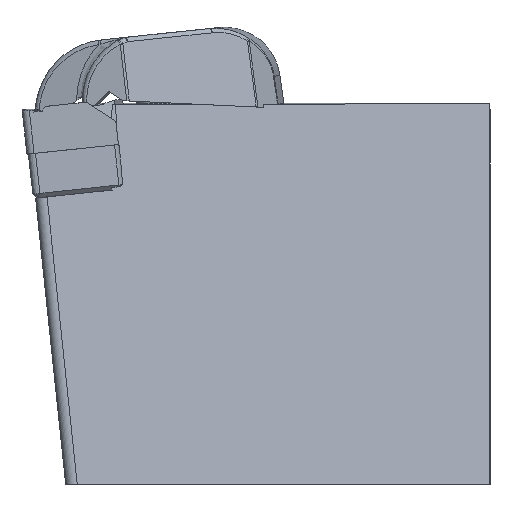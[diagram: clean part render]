
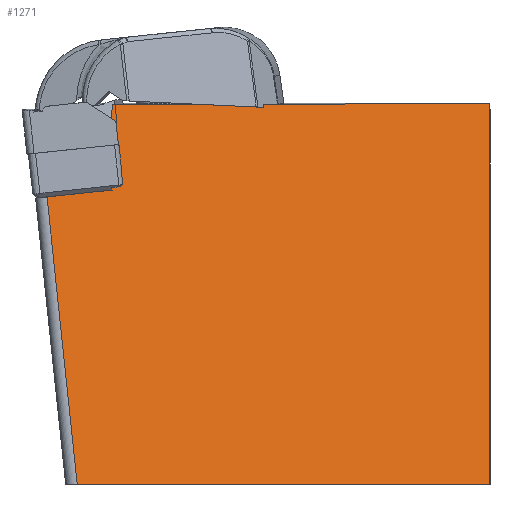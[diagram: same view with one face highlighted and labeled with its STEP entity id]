
A CAD part, left-side view. The second image highlights one B-rep face of the part: STEP entity #1271.
In plain terms, the highlighted planar face has unit normal (-0.848, -0.527, 0.055).
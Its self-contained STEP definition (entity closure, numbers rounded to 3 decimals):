
#71 = CARTESIAN_POINT ( 'NONE',  ( -161.662, -13.775, 16.097 ) ) ;
#165 = CARTESIAN_POINT ( 'NONE',  ( -171.511, 1.457, 10.144 ) ) ;
#183 = VECTOR ( 'NONE', #1766, 1000. ) ;
#226 = CARTESIAN_POINT ( 'NONE',  ( -176.646, 6.084, -24.5 ) ) ;
#553 = LINE ( 'NONE', #3836, #4819 ) ;
#669 = ORIENTED_EDGE ( 'NONE', *, *, #5570, .F. ) ;
#683 = LINE ( 'NONE', #4375, #6476 ) ;
#755 = EDGE_CURVE ( 'NONE', #1778, #6748, #1098, .T. ) ;
#815 = DIRECTION ( 'NONE',  ( -0.848, -0.527, 0.055 ) ) ;
#846 = CARTESIAN_POINT ( 'NONE',  ( -171.543, 1.236, 7.548 ) ) ;
#919 = B_SPLINE_CURVE_WITH_KNOTS ( 'NONE', 3,
 ( #3078, #7608, #7548, #846 ),
 .UNSPECIFIED., .F., .F.,
 ( 4, 4 ),
 ( 0., 0.001 ),
 .UNSPECIFIED. ) ;
#1098 =( BOUNDED_CURVE ( )  B_SPLINE_CURVE ( 3, ( #8412, #9194, #3928, #165 ),
 .UNSPECIFIED., .F., .F. ) 
 B_SPLINE_CURVE_WITH_KNOTS ( ( 4, 4 ),
 ( 3.782, 4.099 ),
 .UNSPECIFIED. ) 
 CURVE ( )  GEOMETRIC_REPRESENTATION_ITEM ( )  RATIONAL_B_SPLINE_CURVE ( ( 1., 0.992, 0.992, 1. ) ) 
 REPRESENTATION_ITEM ( '' )  );
#1131 = CARTESIAN_POINT ( 'NONE',  ( -176.646, 9.81, 10.947 ) ) ;
#1223 = DIRECTION ( 'NONE',  ( 0.528, -0.85, 0. ) ) ;
#1236 = LINE ( 'NONE', #1131, #9040 ) ;
#1261 = DIRECTION ( 'NONE',  ( 0.53, -0.844, 0.089 ) ) ;
#1271 = ADVANCED_FACE ( 'NONE', ( #4400 ), #3153, .T. ) ;
#1282 = VERTEX_POINT ( 'NONE', #71 ) ;
#1347 = DIRECTION ( 'NONE',  ( -0.056, -0.014, -0.998 ) ) ;
#1614 = EDGE_CURVE ( 'NONE', #1282, #5127, #6916, .T. ) ;
#1766 = DIRECTION ( 'NONE',  ( 0.528, -0.849, 0.003 ) ) ;
#1778 = VERTEX_POINT ( 'NONE', #4996 ) ;
#2209 = AXIS2_PLACEMENT_3D ( 'NONE', #7546, #815, #6844 ) ;
#2353 = VERTEX_POINT ( 'NONE', #5020 ) ;
#2409 = VERTEX_POINT ( 'NONE', #5939 ) ;
#2599 = CARTESIAN_POINT ( 'NONE',  ( -149.288, -37.968, -24.5 ) ) ;
#2692 = VERTEX_POINT ( 'NONE', #5293 ) ;
#2767 = LINE ( 'NONE', #7376, #8905 ) ;
#2919 = CARTESIAN_POINT ( 'NONE',  ( -190.317, -2.21, -312.85 ) ) ;
#2981 = CARTESIAN_POINT ( 'NONE',  ( -176.646, 9.312, 6.213 ) ) ;
#3078 = CARTESIAN_POINT ( 'NONE',  ( -171.862, 1.723, 7.286 ) ) ;
#3153 = PLANE ( 'NONE',  #2209 ) ;
#3243 = VECTOR ( 'NONE', #1347, 1000. ) ;
#3379 = CARTESIAN_POINT ( 'NONE',  ( -171.511, -32.448, -312.444 ) ) ;
#3385 = CARTESIAN_POINT ( 'NONE',  ( -171.511, 1.457, 10.144 ) ) ;
#3490 = EDGE_LOOP ( 'NONE', ( #7363, #8592, #9076, #7936, #6881, #6807, #669, #8768, #7984, #5065, #5002, #4133, #5978, #7181, #4549 ) ) ;
#3545 = CARTESIAN_POINT ( 'NONE',  ( -155.777, -23.248, 16.131 ) ) ;
#3598 = VERTEX_POINT ( 'NONE', #3926 ) ;
#3836 = CARTESIAN_POINT ( 'NONE',  ( -156.982, -21.383, 15.418 ) ) ;
#3893 = CARTESIAN_POINT ( 'NONE',  ( -165.636, -7.379, 16.075 ) ) ;
#3926 = CARTESIAN_POINT ( 'NONE',  ( -172.297, 2.387, 6.941 ) ) ;
#3928 = CARTESIAN_POINT ( 'NONE',  ( -171.511, 1.353, 9.152 ) ) ;
#3961 = CARTESIAN_POINT ( 'NONE',  ( -176.646, -24.27, -313.303 ) ) ;
#4086 = VERTEX_POINT ( 'NONE', #6786 ) ;
#4133 = ORIENTED_EDGE ( 'NONE', *, *, #6119, .T. ) ;
#4196 = LINE ( 'NONE', #6308, #183 ) ;
#4375 = CARTESIAN_POINT ( 'NONE',  ( -176.646, 9.312, 6.213 ) ) ;
#4400 = FACE_OUTER_BOUND ( 'NONE', #3490, .T. ) ;
#4549 = ORIENTED_EDGE ( 'NONE', *, *, #7755, .T. ) ;
#4640 = LINE ( 'NONE', #3961, #6062 ) ;
#4819 = VECTOR ( 'NONE', #7038, 1000. ) ;
#4866 = EDGE_CURVE ( 'NONE', #1282, #2353, #6865, .T. ) ;
#4936 = VECTOR ( 'NONE', #1261, 1000. ) ;
#4996 = CARTESIAN_POINT ( 'NONE',  ( -171.543, 1.236, 7.548 ) ) ;
#5002 = ORIENTED_EDGE ( 'NONE', *, *, #8750, .T. ) ;
#5020 = CARTESIAN_POINT ( 'NONE',  ( -161.649, -13.831, 15.772 ) ) ;
#5052 = LINE ( 'NONE', #7341, #7396 ) ;
#5055 = EDGE_CURVE ( 'NONE', #9776, #8831, #4640, .T. ) ;
#5065 = ORIENTED_EDGE ( 'NONE', *, *, #9370, .F. ) ;
#5073 = DIRECTION ( 'NONE',  ( 0.528, -0.849, 0.003 ) ) ;
#5092 = VECTOR ( 'NONE', #7831, 1000. ) ;
#5120 = VERTEX_POINT ( 'NONE', #7767 ) ;
#5127 = VERTEX_POINT ( 'NONE', #7864 ) ;
#5283 = DIRECTION ( 'NONE',  ( 0.041, -0.169, -0.985 ) ) ;
#5293 = CARTESIAN_POINT ( 'NONE',  ( -171.862, 1.723, 7.286 ) ) ;
#5570 = EDGE_CURVE ( 'NONE', #6748, #9797, #9086, .T. ) ;
#5775 = CARTESIAN_POINT ( 'NONE',  ( -176.646, 9.341, 6.485 ) ) ;
#5939 = CARTESIAN_POINT ( 'NONE',  ( -172.282, 2.391, 7.216 ) ) ;
#5947 = VECTOR ( 'NONE', #5283, 1000. ) ;
#5978 = ORIENTED_EDGE ( 'NONE', *, *, #5055, .F. ) ;
#6062 = VECTOR ( 'NONE', #6869, 1000. ) ;
#6069 = CARTESIAN_POINT ( 'NONE',  ( -148.355, -37.968, -10.212 ) ) ;
#6106 = LINE ( 'NONE', #5775, #4936 ) ;
#6119 = EDGE_CURVE ( 'NONE', #3598, #8831, #683, .T. ) ;
#6133 = LINE ( 'NONE', #6069, #8921 ) ;
#6308 = CARTESIAN_POINT ( 'NONE',  ( -155.777, -23.248, 16.131 ) ) ;
#6393 = EDGE_CURVE ( 'NONE', #2692, #1778, #919, .T. ) ;
#6476 = VECTOR ( 'NONE', #8759, 1000. ) ;
#6557 = EDGE_CURVE ( 'NONE', #2353, #9680, #553, .T. ) ;
#6748 = VERTEX_POINT ( 'NONE', #3385 ) ;
#6754 = EDGE_CURVE ( 'NONE', #9797, #5120, #1236, .T. ) ;
#6786 = CARTESIAN_POINT ( 'NONE',  ( -171.688, 2.362, 16.04 ) ) ;
#6807 = ORIENTED_EDGE ( 'NONE', *, *, #6754, .F. ) ;
#6824 = EDGE_CURVE ( 'NONE', #9776, #7954, #2767, .T. ) ;
#6844 = DIRECTION ( 'NONE',  ( 0.528, -0.85, 0. ) ) ;
#6865 = LINE ( 'NONE', #9017, #5947 ) ;
#6869 = DIRECTION ( 'NONE',  ( 0., 0.105, 0.995 ) ) ;
#6881 = ORIENTED_EDGE ( 'NONE', *, *, #9100, .F. ) ;
#6916 = LINE ( 'NONE', #3545, #9523 ) ;
#7038 = DIRECTION ( 'NONE',  ( -0.525, 0.85, 0.04 ) ) ;
#7181 = ORIENTED_EDGE ( 'NONE', *, *, #6824, .T. ) ;
#7341 = CARTESIAN_POINT ( 'NONE',  ( -197.446, 9.472, -310.931 ) ) ;
#7363 = ORIENTED_EDGE ( 'NONE', *, *, #1614, .F. ) ;
#7376 = CARTESIAN_POINT ( 'NONE',  ( -157.687, -24.442, -24.5 ) ) ;
#7396 = VECTOR ( 'NONE', #9496, 1000. ) ;
#7546 = CARTESIAN_POINT ( 'NONE',  ( -176.646, -24.27, -313.303 ) ) ;
#7548 = CARTESIAN_POINT ( 'NONE',  ( -171.64, 1.379, 7.419 ) ) ;
#7608 = CARTESIAN_POINT ( 'NONE',  ( -171.747, 1.539, 7.31 ) ) ;
#7755 = EDGE_CURVE ( 'NONE', #7954, #5127, #6133, .T. ) ;
#7767 = CARTESIAN_POINT ( 'NONE',  ( -172.028, 2.456, 11.72 ) ) ;
#7831 = DIRECTION ( 'NONE',  ( 0., 0.105, 0.995 ) ) ;
#7864 = CARTESIAN_POINT ( 'NONE',  ( -146.632, -37.968, 16.183 ) ) ;
#7936 = ORIENTED_EDGE ( 'NONE', *, *, #8898, .F. ) ;
#7954 = VERTEX_POINT ( 'NONE', #2599 ) ;
#7984 = ORIENTED_EDGE ( 'NONE', *, *, #6393, .F. ) ;
#8339 = DIRECTION ( 'NONE',  ( 0.065, 0., 0.998 ) ) ;
#8412 = CARTESIAN_POINT ( 'NONE',  ( -171.543, 1.236, 7.548 ) ) ;
#8442 = CARTESIAN_POINT ( 'NONE',  ( -171.511, 1.632, 11.807 ) ) ;
#8592 = ORIENTED_EDGE ( 'NONE', *, *, #4866, .T. ) ;
#8750 = EDGE_CURVE ( 'NONE', #2409, #3598, #8777, .T. ) ;
#8759 = DIRECTION ( 'NONE',  ( -0.53, 0.844, -0.089 ) ) ;
#8768 = ORIENTED_EDGE ( 'NONE', *, *, #755, .F. ) ;
#8777 = LINE ( 'NONE', #2919, #3243 ) ;
#8831 = VERTEX_POINT ( 'NONE', #2981 ) ;
#8898 = EDGE_CURVE ( 'NONE', #4086, #9680, #4196, .T. ) ;
#8905 = VECTOR ( 'NONE', #1223, 1000. ) ;
#8921 = VECTOR ( 'NONE', #8339, 1000. ) ;
#9017 = CARTESIAN_POINT ( 'NONE',  ( -162.034, -12.232, 25.083 ) ) ;
#9040 = VECTOR ( 'NONE', #9494, 1000. ) ;
#9076 = ORIENTED_EDGE ( 'NONE', *, *, #6557, .T. ) ;
#9086 = LINE ( 'NONE', #3379, #5092 ) ;
#9100 = EDGE_CURVE ( 'NONE', #5120, #4086, #5052, .T. ) ;
#9194 = CARTESIAN_POINT ( 'NONE',  ( -171.522, 1.279, 8.28 ) ) ;
#9370 = EDGE_CURVE ( 'NONE', #2409, #2692, #6106, .T. ) ;
#9494 = DIRECTION ( 'NONE',  ( -0.53, 0.844, -0.089 ) ) ;
#9496 = DIRECTION ( 'NONE',  ( 0.079, -0.022, 0.997 ) ) ;
#9523 = VECTOR ( 'NONE', #5073, 1000. ) ;
#9680 = VERTEX_POINT ( 'NONE', #3893 ) ;
#9776 = VERTEX_POINT ( 'NONE', #226 ) ;
#9797 = VERTEX_POINT ( 'NONE', #8442 ) ;
